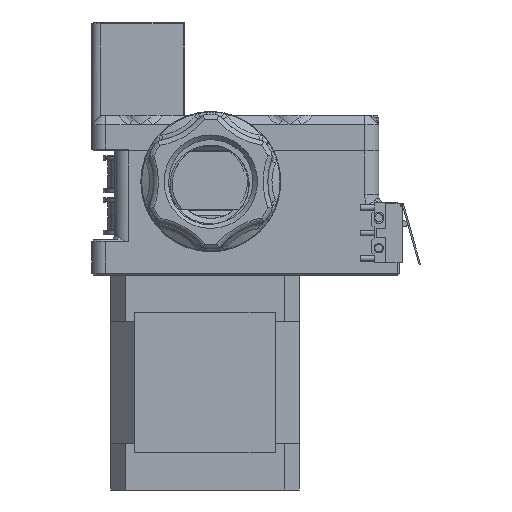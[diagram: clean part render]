
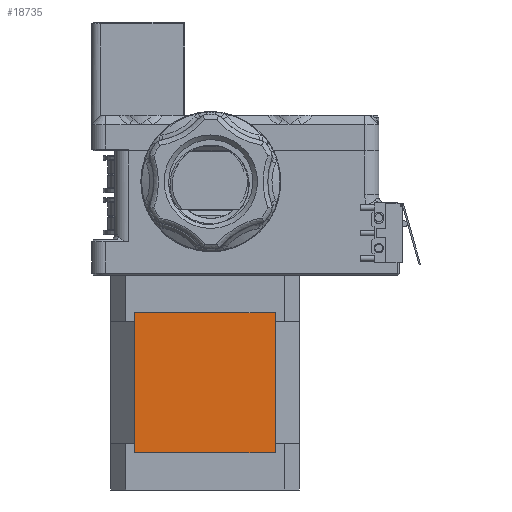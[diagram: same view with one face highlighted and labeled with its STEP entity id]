
A CAD part, left-side view. The second image highlights one B-rep face of the part: STEP entity #18735.
In plain terms, the highlighted planar face has unit normal (-1, 0, 0).
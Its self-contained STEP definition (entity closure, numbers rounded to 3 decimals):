
#1630=FACE_OUTER_BOUND('',#2799,.T.);
#2799=EDGE_LOOP('',(#12839,#12840,#12841,#12842));
#4910=LINE('',#27225,#6391);
#4915=LINE('',#27234,#6396);
#4917=LINE('',#27239,#6398);
#4957=LINE('',#27322,#6438);
#6391=VECTOR('',#22126,1000.);
#6396=VECTOR('',#22133,1000.);
#6398=VECTOR('',#22137,1000.);
#6438=VECTOR('',#22213,1000.);
#7837=VERTEX_POINT('',#27222);
#7838=VERTEX_POINT('',#27224);
#7841=VERTEX_POINT('',#27232);
#7843=VERTEX_POINT('',#27237);
#9696=EDGE_CURVE('',#7837,#7838,#4910,.T.);
#9701=EDGE_CURVE('',#7841,#7837,#4915,.T.);
#9703=EDGE_CURVE('',#7843,#7841,#4917,.T.);
#9743=EDGE_CURVE('',#7838,#7843,#4957,.T.);
#12839=ORIENTED_EDGE('',*,*,#9703,.F.);
#12840=ORIENTED_EDGE('',*,*,#9743,.F.);
#12841=ORIENTED_EDGE('',*,*,#9696,.F.);
#12842=ORIENTED_EDGE('',*,*,#9701,.F.);
#18146=PLANE('',#20045);
#18735=ADVANCED_FACE('',(#1630),#18146,.F.);
#20045=AXIS2_PLACEMENT_3D('',#27321,#22211,#22212);
#22126=DIRECTION('',(0.,0.,-1.));
#22133=DIRECTION('',(0.,-1.,0.));
#22137=DIRECTION('',(0.,0.,1.));
#22211=DIRECTION('center_axis',(1.,0.,0.));
#22212=DIRECTION('ref_axis',(0.,0.,1.));
#22213=DIRECTION('',(0.,1.,0.));
#27222=CARTESIAN_POINT('',(-20.93,-15.,38.));
#27224=CARTESIAN_POINT('',(-20.93,-15.,8.));
#27225=CARTESIAN_POINT('',(-20.93,-15.,38.));
#27232=CARTESIAN_POINT('',(-20.93,15.,38.));
#27234=CARTESIAN_POINT('',(-20.93,15.,38.));
#27237=CARTESIAN_POINT('',(-20.93,15.,8.));
#27239=CARTESIAN_POINT('',(-20.93,15.,8.));
#27321=CARTESIAN_POINT('Origin',(-20.93,0.,23.));
#27322=CARTESIAN_POINT('',(-20.93,-15.,8.));
